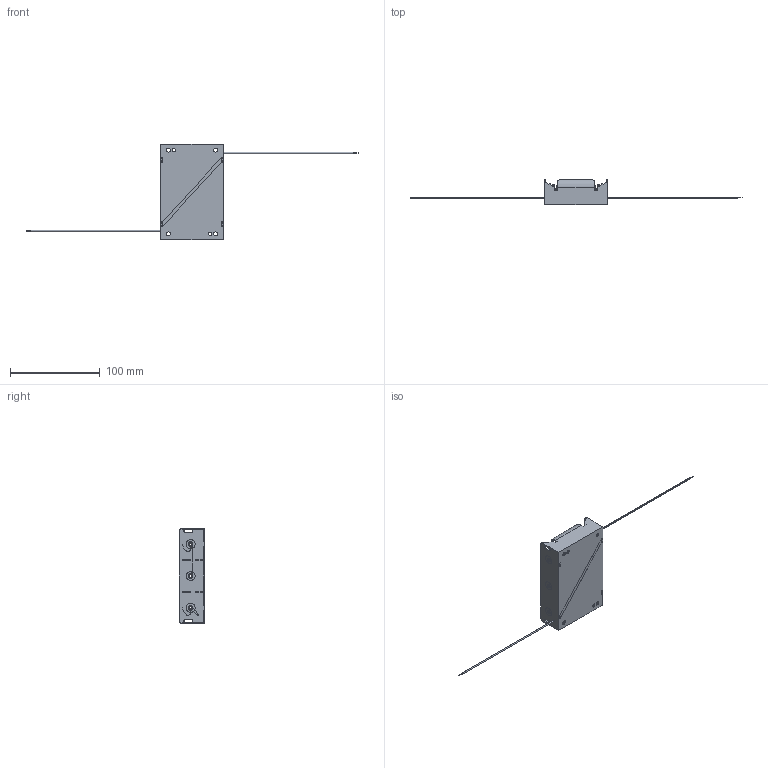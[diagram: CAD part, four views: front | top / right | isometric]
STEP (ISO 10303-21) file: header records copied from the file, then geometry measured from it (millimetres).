
FILE_DESCRIPTION (( 'STEP AP214' ), '1' );
FILE_NAME ('BH3DW.STEP', '2020-01-10T11:31:47', ( '' ), ( '' ), 'SwSTEP 2.0', 'SolidWorks 2017', '' );
FILE_SCHEMA (( 'AUTOMOTIVE_DESIGN' ));
Length unit declared in the file: millimetre
Products named in the file (1): BH3DW
Bounding box: 369.7 x 28 x 106.5 mm (x, y, z)
Volume: 24444.1 mm3; surface area: 42725.5 mm2
Topology: 14 solids, 14 shells, 473 faces, 1165 edges, 758 vertices
Faces by surface type: plane 261, cylinder 152, torus 48, bspline 12
Entity records: 22168 total; most frequent: CARTESIAN_POINT 10394, DIRECTION 2468, ORIENTED_EDGE 2330, EDGE_CURVE 1165, AXIS2_PLACEMENT_3D 876, VERTEX_POINT 758, VECTOR 716, LINE 716
